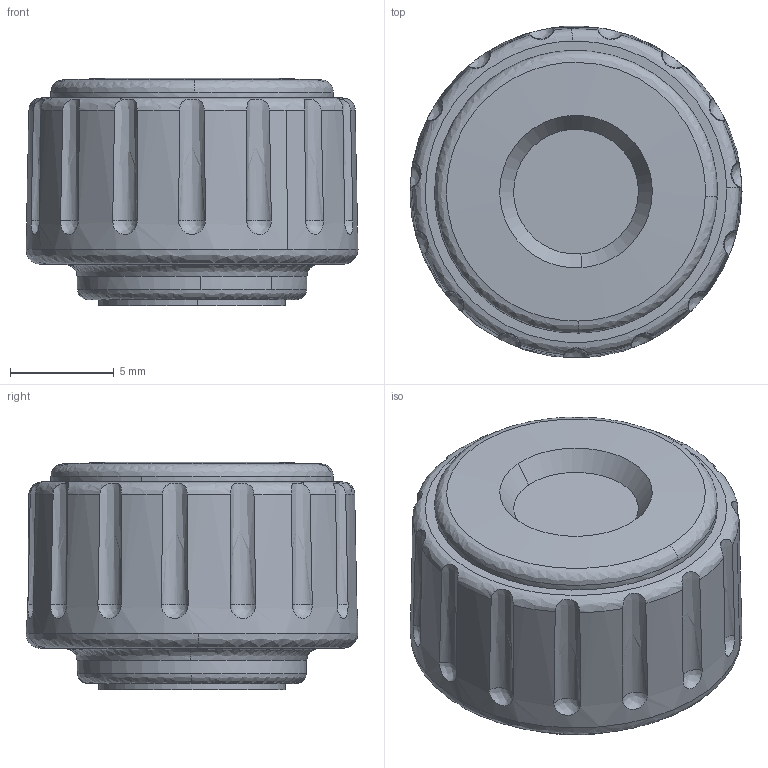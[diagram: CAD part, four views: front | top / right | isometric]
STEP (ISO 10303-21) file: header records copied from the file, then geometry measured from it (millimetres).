
FILE_DESCRIPTION((''),'2;1');
FILE_NAME('','2005-07-15T10:22:36',(''),(''),'','CADfix','');
FILE_SCHEMA(('AUTOMOTIVE_DESIGN'));
Length unit declared in the file: millimetre
Products named in the file (3): screw; knob; KDFS_16_M5_WH_1854_36
Assembly tree (2 placements, depth 2):
  KDFS_16_M5_WH_1854_36
    screw
    knob
Bounding box: 15.97 x 15.97 x 10.96 mm (x, y, z)
Volume: 1722.3 mm3; surface area: 1193.1 mm2
Topology: 2 solids, 2 shells, 65 faces, 202 edges, 146 vertices
Faces by surface type: bspline 65
Entity records: 4241 total; most frequent: CARTESIAN_POINT 3108, ORIENTED_EDGE 404, EDGE_CURVE 202, VERTEX_POINT 146, EDGE_LOOP 72, FACE_OUTER_BOUND 65, ADVANCED_FACE 65, QUASI_UNIFORM_CURVE 45
